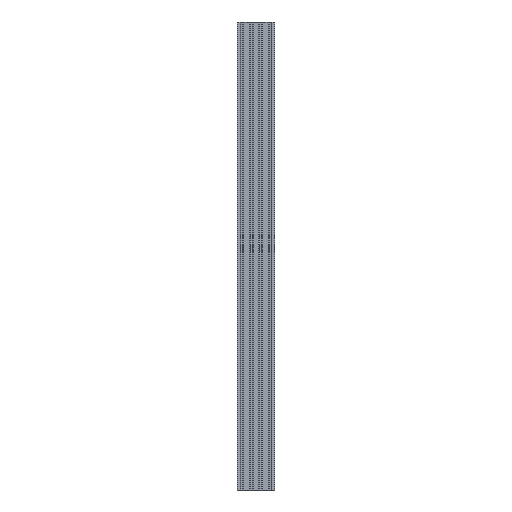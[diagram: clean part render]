
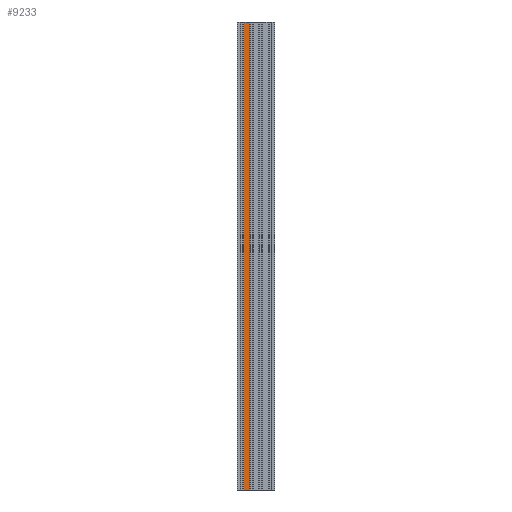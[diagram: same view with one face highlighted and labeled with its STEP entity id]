
A CAD part, left-side view. The second image highlights one B-rep face of the part: STEP entity #9233.
In plain terms, the highlighted planar face has unit normal (-1, 0, 0).
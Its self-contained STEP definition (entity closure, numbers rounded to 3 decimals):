
#145 = VECTOR ( 'NONE', #1678, 1000. ) ;
#173 = CARTESIAN_POINT ( 'NONE',  ( -10., -16.25, 1000. ) ) ;
#750 = LINE ( 'NONE', #9722, #8776 ) ;
#769 = CARTESIAN_POINT ( 'NONE',  ( -10., 0., 1000. ) ) ;
#1476 = DIRECTION ( 'NONE',  ( 1., 0., 0. ) ) ;
#1678 = DIRECTION ( 'NONE',  ( 0., -1., 0. ) ) ;
#1733 = DIRECTION ( 'NONE',  ( 0., -1., 0. ) ) ;
#2049 = CARTESIAN_POINT ( 'NONE',  ( -10., -16.25, 0. ) ) ;
#2271 = PLANE ( 'NONE',  #3281 ) ;
#2350 = EDGE_CURVE ( 'NONE', #7242, #4912, #750, .T. ) ;
#2441 = CARTESIAN_POINT ( 'NONE',  ( -10., 0., 0. ) ) ;
#3281 = AXIS2_PLACEMENT_3D ( 'NONE', #769, #1476, #5354 ) ;
#3984 = EDGE_LOOP ( 'NONE', ( #4373, #5911, #8107, #6078 ) ) ;
#4114 = EDGE_CURVE ( 'NONE', #4944, #4912, #6175, .T. ) ;
#4326 = EDGE_CURVE ( 'NONE', #8161, #4944, #4864, .T. ) ;
#4373 = ORIENTED_EDGE ( 'NONE', *, *, #4114, .T. ) ;
#4864 = LINE ( 'NONE', #6368, #6977 ) ;
#4912 = VERTEX_POINT ( 'NONE', #2049 ) ;
#4944 = VERTEX_POINT ( 'NONE', #9618 ) ;
#5354 = DIRECTION ( 'NONE',  ( 0., 0., -1. ) ) ;
#5911 = ORIENTED_EDGE ( 'NONE', *, *, #2350, .F. ) ;
#6078 = ORIENTED_EDGE ( 'NONE', *, *, #4326, .T. ) ;
#6175 = LINE ( 'NONE', #2441, #8554 ) ;
#6357 = CARTESIAN_POINT ( 'NONE',  ( -10., 0., 1000. ) ) ;
#6368 = CARTESIAN_POINT ( 'NONE',  ( -10., -3.75, 1000. ) ) ;
#6479 = CARTESIAN_POINT ( 'NONE',  ( -10., -3.75, 1000. ) ) ;
#6792 = DIRECTION ( 'NONE',  ( 0., 0., -1. ) ) ;
#6977 = VECTOR ( 'NONE', #9398, 1000. ) ;
#7242 = VERTEX_POINT ( 'NONE', #173 ) ;
#8107 = ORIENTED_EDGE ( 'NONE', *, *, #8208, .F. ) ;
#8161 = VERTEX_POINT ( 'NONE', #6479 ) ;
#8208 = EDGE_CURVE ( 'NONE', #8161, #7242, #8461, .T. ) ;
#8252 = FACE_OUTER_BOUND ( 'NONE', #3984, .T. ) ;
#8461 = LINE ( 'NONE', #6357, #145 ) ;
#8554 = VECTOR ( 'NONE', #1733, 1000. ) ;
#8776 = VECTOR ( 'NONE', #6792, 1000. ) ;
#9233 = ADVANCED_FACE ( 'NONE', ( #8252 ), #2271, .F. ) ;
#9398 = DIRECTION ( 'NONE',  ( 0., 0., -1. ) ) ;
#9618 = CARTESIAN_POINT ( 'NONE',  ( -10., -3.75, 0. ) ) ;
#9722 = CARTESIAN_POINT ( 'NONE',  ( -10., -16.25, 1000. ) ) ;
